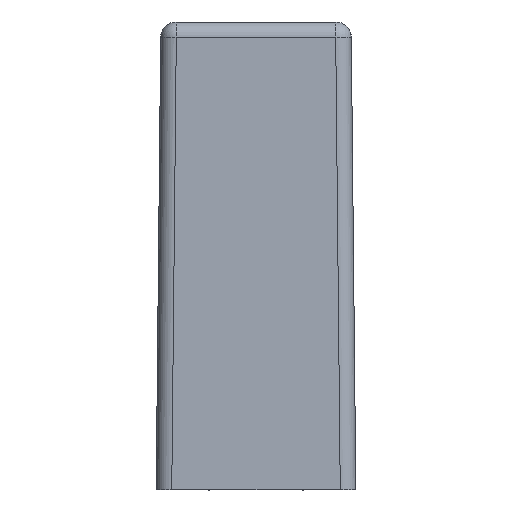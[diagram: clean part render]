
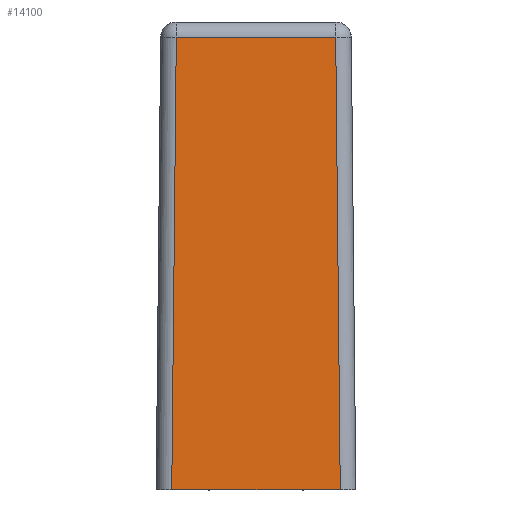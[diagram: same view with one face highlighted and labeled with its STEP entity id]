
A CAD part, left-side view. The second image highlights one B-rep face of the part: STEP entity #14100.
In plain terms, the highlighted planar face has unit normal (-1, 0, 0.018).
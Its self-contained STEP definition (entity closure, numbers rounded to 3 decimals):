
#10320=CARTESIAN_POINT('',(-0.55,11.4,0.));
#10330=VERTEX_POINT('',#10320);
#10360=CARTESIAN_POINT('',(-0.55,0.,0.));
#10370=DIRECTION('',(0.,-1.,0.));
#10380=VECTOR('',#10370,1.);
#10390=LINE('',#10360,#10380);
#10400=CARTESIAN_POINT('',(-0.55,0.6,0.));
#10410=VERTEX_POINT('',#10400);
#10420=EDGE_CURVE('',#10330,#10410,#10390,.T.);
#13800=CARTESIAN_POINT('',(-0.55,6.,0.));
#13810=DIRECTION('',(-1.,0.,
0.018));
#13820=DIRECTION('',(-0.018,0.,-1.));
#13830=AXIS2_PLACEMENT_3D('',#13800,#13810,#13820);
#13840=PLANE('',#13830);
#13850=CARTESIAN_POINT('',(-0.55,0.6,
0.018));
#13860=DIRECTION('',(0.018,0.01,
1.));
#13870=VECTOR('',#13860,1.);
#13880=LINE('',#13850,#13870);
#13890=CARTESIAN_POINT('',(-0.018,0.89,
29.018));
#13900=VERTEX_POINT('',#13890);
#13910=EDGE_CURVE('',#10410,#13900,#13880,.T.);
#13920=ORIENTED_EDGE('',*,*,#13910,.T.);
#13930=ORIENTED_EDGE('',*,*,#10420,.T.);
#13940=CARTESIAN_POINT('',(-0.55,11.4,
0.018));
#13950=DIRECTION('',(0.018,-0.01,
1.));
#13960=VECTOR('',#13950,1.);
#13970=LINE('',#13940,#13960);
#13980=CARTESIAN_POINT('',(-0.018,11.11,
29.018));
#13990=VERTEX_POINT('',#13980);
#14000=EDGE_CURVE('',#10330,#13990,#13970,.T.);
#14010=ORIENTED_EDGE('',*,*,#14000,.F.);
#14020=CARTESIAN_POINT('',(-0.018,0.,
29.018));
#14030=DIRECTION('',(0.,-1.,0.));
#14040=VECTOR('',#14030,1.);
#14050=LINE('',#14020,#14040);
#14060=EDGE_CURVE('',#13990,#13900,#14050,.T.);
#14070=ORIENTED_EDGE('',*,*,#14060,.F.);
#14080=EDGE_LOOP('',(#14070,#14010,#13930,#13920));
#14090=FACE_OUTER_BOUND('',#14080,.T.);
#14100=ADVANCED_FACE('',(#14090),#13840,.T.);
